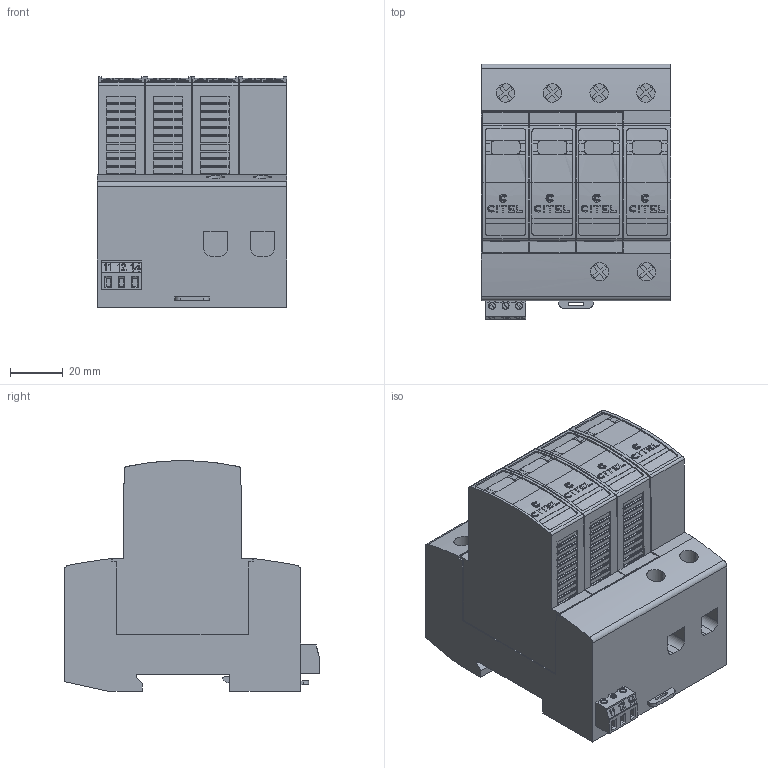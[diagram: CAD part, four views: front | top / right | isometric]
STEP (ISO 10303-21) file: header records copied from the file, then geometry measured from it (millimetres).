
FILE_DESCRIPTION(('STEP AP242'),'1');
FILE_NAME('dac1-13vgs-31-150.stp','2021-11-08T12:17:03',('TraceParts'),('TraceParts S.A.'),'Spatial InterOp 3D',' ',' ');
FILE_SCHEMA(('AP242_MANAGED_MODEL_BASED_3D_ENGINEERING_MIM_LF {1 0 10303 442 1 1 4}'));
Length unit declared in the file: millimetre
Products named in the file (1): dac1-13vgs-31-150
Bounding box: 72 x 97.28 x 87.81 mm (x, y, z)
Volume: 403669.5 mm3; surface area: 64828.1 mm2
Topology: 1 solids, 1 shells, 1252 faces, 3460 edges, 2325 vertices
Faces by surface type: plane 946, cylinder 306
Entity records: 52183 total; most frequent: CARTESIAN_POINT 10018, ORIENTED_EDGE 6920, DIRECTION 6582, EDGE_CURVE 3460, LINE 2524, VECTOR 2524, VERTEX_POINT 2325, AXIS2_PLACEMENT_3D 2029
